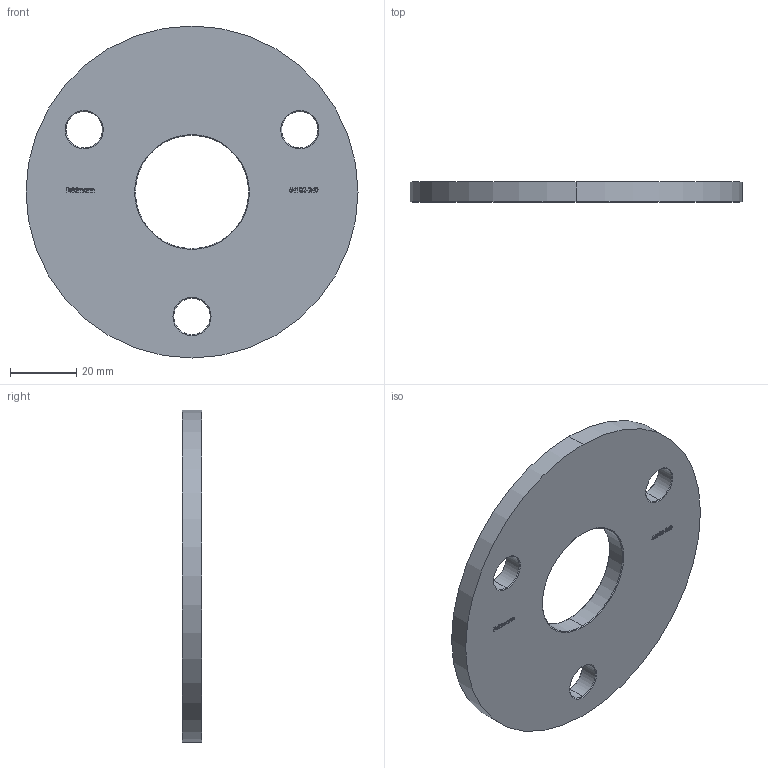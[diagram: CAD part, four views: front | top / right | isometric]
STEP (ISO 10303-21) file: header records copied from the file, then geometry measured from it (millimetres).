
FILE_DESCRIPTION (( 'STEP AP203' ), '1' );
FILE_NAME ('54102-240.step', '2020-10-21T10:56:59', ( '' ), ( '' ), 'SwSTEP 2.0', 'SolidWorks 2018', '' );
FILE_SCHEMA (( 'CONFIG_CONTROL_DESIGN' ));
Length unit declared in the file: millimetre
Products named in the file (2): 54102-240
Bounding box: 100 x 6 x 100 mm (x, y, z)
Volume: 39919.8 mm3; surface area: 16409.4 mm2
Topology: 1 solids, 1 shells, 246 faces, 644 edges, 424 vertices
Faces by surface type: plane 134, bspline 86, cone 16, cylinder 10
Entity records: 12543 total; most frequent: CARTESIAN_POINT 6874, ORIENTED_EDGE 1288, DIRECTION 832, EDGE_CURVE 644, LINE 436, VECTOR 436, VERTEX_POINT 424, EDGE_LOOP 278
